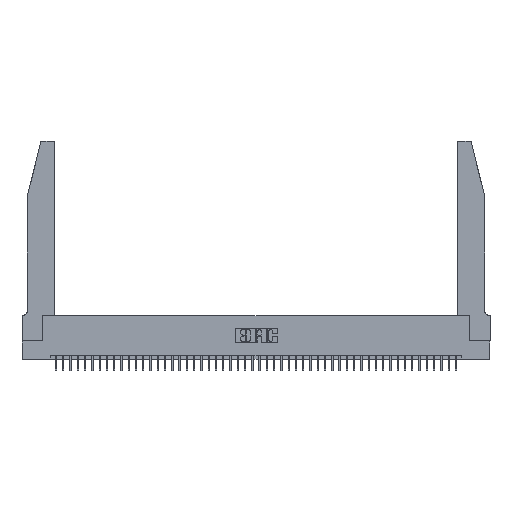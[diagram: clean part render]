
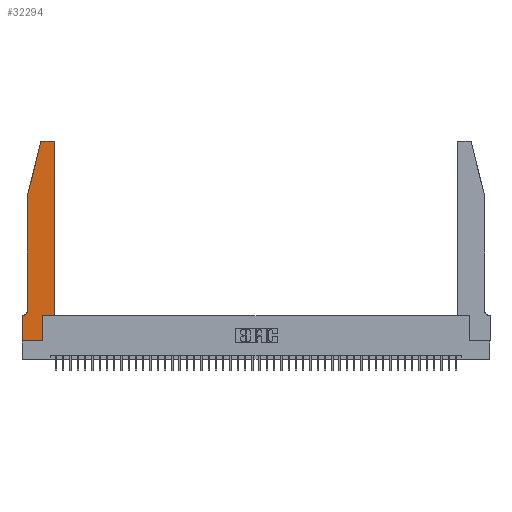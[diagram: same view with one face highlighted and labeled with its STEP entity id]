
A CAD part, top view. The second image highlights one B-rep face of the part: STEP entity #32294.
In plain terms, the highlighted planar face has unit normal (0, 0, 1).
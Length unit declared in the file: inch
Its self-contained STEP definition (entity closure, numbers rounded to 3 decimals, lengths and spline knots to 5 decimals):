
#363 = CARTESIAN_POINT ( 'NONE',  ( 0.25487, 2.72718, 0.37 ) ) ;
#865 = AXIS2_PLACEMENT_3D ( 'NONE', #36193, #14753, #39806 ) ;
#2008 = CARTESIAN_POINT ( 'NONE',  ( 0.4505, 0.35, 0.37 ) ) ;
#2171 = VECTOR ( 'NONE', #44109, 39.37008 ) ;
#2602 = VERTEX_POINT ( 'NONE', #43536 ) ;
#3332 = VERTEX_POINT ( 'NONE', #6622 ) ;
#3415 = ORIENTED_EDGE ( 'NONE', *, *, #18727, .T. ) ;
#3699 = DIRECTION ( 'NONE',  ( -0.239, -0.971, 0. ) ) ;
#3882 = EDGE_CURVE ( 'NONE', #21679, #36631, #30694, .T. ) ;
#4069 = EDGE_CURVE ( 'NONE', #26641, #14457, #30113, .T. ) ;
#4480 = CARTESIAN_POINT ( 'NONE',  ( 0.0755, 0.35, 0.37 ) ) ;
#4636 = ORIENTED_EDGE ( 'NONE', *, *, #24331, .T. ) ;
#4730 = AXIS2_PLACEMENT_3D ( 'NONE', #5067, #30487, #8783 ) ;
#5045 = EDGE_LOOP ( 'NONE', ( #3415, #31649, #18033, #8348, #7056, #4636, #13927, #30719, #30117, #38613, #15317, #40439 ) ) ;
#5067 = CARTESIAN_POINT ( 'NONE',  ( 0.284, 2.72, 0.37 ) ) ;
#6622 = CARTESIAN_POINT ( 'NONE',  ( 0.4205, 2.75, 0.37 ) ) ;
#7056 = ORIENTED_EDGE ( 'NONE', *, *, #46132, .T. ) ;
#7603 = CIRCLE ( 'NONE', #18522, 0.03 ) ;
#7827 = VERTEX_POINT ( 'NONE', #363 ) ;
#8348 = ORIENTED_EDGE ( 'NONE', *, *, #4069, .T. ) ;
#8783 = DIRECTION ( 'NONE',  ( 1., 0., 0. ) ) ;
#9539 = DIRECTION ( 'NONE',  ( 1., 0., 0. ) ) ;
#9798 = VERTEX_POINT ( 'NONE', #34974 ) ;
#10663 = VECTOR ( 'NONE', #25252, 39.37008 ) ;
#10908 = VECTOR ( 'NONE', #36253, 39.37008 ) ;
#11141 = CARTESIAN_POINT ( 'NONE',  ( 0.0755, 2., 0.37 ) ) ;
#12896 = VECTOR ( 'NONE', #39047, 39.37008 ) ;
#13082 = PLANE ( 'NONE',  #25499 ) ;
#13927 = ORIENTED_EDGE ( 'NONE', *, *, #34957, .T. ) ;
#14216 = VECTOR ( 'NONE', #31355, 39.37008 ) ;
#14289 = EDGE_CURVE ( 'NONE', #7827, #26641, #28383, .T. ) ;
#14457 = VERTEX_POINT ( 'NONE', #15677 ) ;
#14753 = DIRECTION ( 'NONE',  ( 0., 0., -1. ) ) ;
#14895 = VERTEX_POINT ( 'NONE', #39100 ) ;
#15317 = ORIENTED_EDGE ( 'NONE', *, *, #26462, .T. ) ;
#15677 = CARTESIAN_POINT ( 'NONE',  ( 0.0755, 0.42, 0.37 ) ) ;
#16201 = CARTESIAN_POINT ( 'NONE',  ( 0., 0.35, 0.37 ) ) ;
#16612 = CARTESIAN_POINT ( 'NONE',  ( 0., 0.35, 0.37 ) ) ;
#16778 = DIRECTION ( 'NONE',  ( 1., 0., 0. ) ) ;
#18033 = ORIENTED_EDGE ( 'NONE', *, *, #14289, .T. ) ;
#18257 = EDGE_CURVE ( 'NONE', #9798, #2602, #20337, .T. ) ;
#18522 = AXIS2_PLACEMENT_3D ( 'NONE', #19461, #44465, #23100 ) ;
#18727 = EDGE_CURVE ( 'NONE', #3332, #43128, #23696, .T. ) ;
#18841 = VECTOR ( 'NONE', #3699, 39.37008 ) ;
#18894 = VECTOR ( 'NONE', #9539, 39.37008 ) ;
#19461 = CARTESIAN_POINT ( 'NONE',  ( 0.4205, 2.72, 0.37 ) ) ;
#19581 = EDGE_CURVE ( 'NONE', #31850, #3332, #7603, .T. ) ;
#20337 = LINE ( 'NONE', #25407, #10663 ) ;
#20785 = CARTESIAN_POINT ( 'NONE',  ( 0., 0., 0.37 ) ) ;
#21216 = CARTESIAN_POINT ( 'NONE',  ( 0.2865, 0.35, 0.37 ) ) ;
#21396 = CARTESIAN_POINT ( 'NONE',  ( 0.2605, 2.75, 0.37 ) ) ;
#21679 = VERTEX_POINT ( 'NONE', #21216 ) ;
#23100 = DIRECTION ( 'NONE',  ( 1., 0., 0. ) ) ;
#23696 = LINE ( 'NONE', #21396, #12896 ) ;
#24177 = CARTESIAN_POINT ( 'NONE',  ( 0.2865, 0.35, 0.37 ) ) ;
#24331 = EDGE_CURVE ( 'NONE', #14895, #42594, #40729, .T. ) ;
#24415 = DIRECTION ( 'NONE',  ( 0., -1., 0. ) ) ;
#24439 = CARTESIAN_POINT ( 'NONE',  ( 0.4505, 0.35, 0.37 ) ) ;
#25252 = DIRECTION ( 'NONE',  ( 1., 0., 0. ) ) ;
#25407 = CARTESIAN_POINT ( 'NONE',  ( 0., 0., 0.37 ) ) ;
#25499 = AXIS2_PLACEMENT_3D ( 'NONE', #16612, #38181, #16778 ) ;
#26114 = FACE_OUTER_BOUND ( 'NONE', #5045, .T. ) ;
#26462 = EDGE_CURVE ( 'NONE', #36631, #31850, #30503, .T. ) ;
#26641 = VERTEX_POINT ( 'NONE', #32389 ) ;
#28383 = LINE ( 'NONE', #43356, #18841 ) ;
#29380 = VECTOR ( 'NONE', #45801, 39.37008 ) ;
#30113 = LINE ( 'NONE', #11141, #10908 ) ;
#30117 = ORIENTED_EDGE ( 'NONE', *, *, #32352, .T. ) ;
#30487 = DIRECTION ( 'NONE',  ( 0., 0., 1. ) ) ;
#30503 = LINE ( 'NONE', #24439, #29380 ) ;
#30694 = LINE ( 'NONE', #2008, #18894 ) ;
#30719 = ORIENTED_EDGE ( 'NONE', *, *, #18257, .T. ) ;
#31355 = DIRECTION ( 'NONE',  ( 0., 1., 0. ) ) ;
#31649 = ORIENTED_EDGE ( 'NONE', *, *, #33515, .T. ) ;
#31850 = VERTEX_POINT ( 'NONE', #46023 ) ;
#32266 = CIRCLE ( 'NONE', #865, 0.07 ) ;
#32294 = ADVANCED_FACE ( 'NONE', ( #26114 ), #13082, .T. ) ;
#32352 = EDGE_CURVE ( 'NONE', #2602, #21679, #33350, .T. ) ;
#32389 = CARTESIAN_POINT ( 'NONE',  ( 0.0755, 2., 0.37 ) ) ;
#33350 = LINE ( 'NONE', #24177, #14216 ) ;
#33406 = CARTESIAN_POINT ( 'NONE',  ( 0.284, 2.75, 0.37 ) ) ;
#33515 = EDGE_CURVE ( 'NONE', #43128, #7827, #33682, .T. ) ;
#33682 = CIRCLE ( 'NONE', #4730, 0.03 ) ;
#34957 = EDGE_CURVE ( 'NONE', #42594, #9798, #45876, .T. ) ;
#34974 = CARTESIAN_POINT ( 'NONE',  ( 0., 0., 0.37 ) ) ;
#36193 = CARTESIAN_POINT ( 'NONE',  ( 0.0055, 0.42, 0.37 ) ) ;
#36253 = DIRECTION ( 'NONE',  ( 0., -1., 0. ) ) ;
#36631 = VERTEX_POINT ( 'NONE', #39683 ) ;
#37399 = VECTOR ( 'NONE', #24415, 39.37008 ) ;
#38181 = DIRECTION ( 'NONE',  ( 0., 0., 1. ) ) ;
#38613 = ORIENTED_EDGE ( 'NONE', *, *, #3882, .T. ) ;
#39047 = DIRECTION ( 'NONE',  ( -1., 0., 0. ) ) ;
#39100 = CARTESIAN_POINT ( 'NONE',  ( 0.0055, 0.35, 0.37 ) ) ;
#39683 = CARTESIAN_POINT ( 'NONE',  ( 0.4505, 0.35, 0.37 ) ) ;
#39806 = DIRECTION ( 'NONE',  ( -1., 0., 0. ) ) ;
#40439 = ORIENTED_EDGE ( 'NONE', *, *, #19581, .T. ) ;
#40729 = LINE ( 'NONE', #4480, #2171 ) ;
#42594 = VERTEX_POINT ( 'NONE', #16201 ) ;
#43128 = VERTEX_POINT ( 'NONE', #33406 ) ;
#43356 = CARTESIAN_POINT ( 'NONE',  ( 0.0755, 2., 0.37 ) ) ;
#43536 = CARTESIAN_POINT ( 'NONE',  ( 0.2865, 0., 0.37 ) ) ;
#44109 = DIRECTION ( 'NONE',  ( -1., 0., 0. ) ) ;
#44465 = DIRECTION ( 'NONE',  ( 0., 0., 1. ) ) ;
#45801 = DIRECTION ( 'NONE',  ( 0., 1., 0. ) ) ;
#45876 = LINE ( 'NONE', #20785, #37399 ) ;
#46023 = CARTESIAN_POINT ( 'NONE',  ( 0.4505, 2.72, 0.37 ) ) ;
#46132 = EDGE_CURVE ( 'NONE', #14457, #14895, #32266, .T. ) ;
